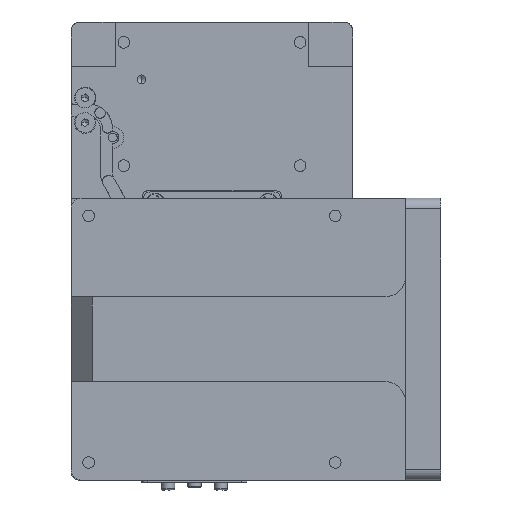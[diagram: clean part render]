
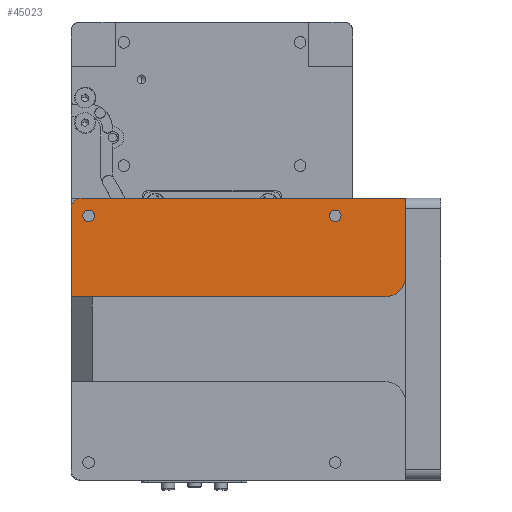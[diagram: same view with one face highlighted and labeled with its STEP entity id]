
A CAD part, front view. The second image highlights one B-rep face of the part: STEP entity #45023.
In plain terms, the highlighted face is planar.
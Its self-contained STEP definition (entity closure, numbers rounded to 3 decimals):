
#1987 = VERTEX_POINT ( 'NONE', #2213 ) ;
#2213 = CARTESIAN_POINT ( 'NONE',  ( -5., 30., 33.35 ) ) ;
#2237 = CARTESIAN_POINT ( 'NONE',  ( -5., 10., 40. ) ) ;
#2358 = AXIS2_PLACEMENT_3D ( 'NONE', #37258, #56741, #32773 ) ;
#2722 = CARTESIAN_POINT ( 'NONE',  ( -5., 100., 35. ) ) ;
#3153 = VERTEX_POINT ( 'NONE', #50376 ) ;
#3582 = DIRECTION ( 'NONE',  ( 1., 0., 0. ) ) ;
#3845 = VECTOR ( 'NONE', #55166, 1000. ) ;
#4119 = CIRCLE ( 'NONE', #60112, 1.65 ) ;
#4144 = DIRECTION ( 'NONE',  ( 1., 0., 0. ) ) ;
#4255 = DIRECTION ( 'NONE',  ( 0., 0., -1. ) ) ;
#4538 = FACE_BOUND ( 'NONE', #56727, .T. ) ;
#4734 = CIRCLE ( 'NONE', #46433, 3. ) ;
#6441 = AXIS2_PLACEMENT_3D ( 'NONE', #59757, #35782, #32578 ) ;
#7912 = CIRCLE ( 'NONE', #10946, 1.65 ) ;
#8935 = CARTESIAN_POINT ( 'NONE',  ( -5., 102., 40. ) ) ;
#9366 = ORIENTED_EDGE ( 'NONE', *, *, #56104, .F. ) ;
#10011 = ORIENTED_EDGE ( 'NONE', *, *, #17140, .T. ) ;
#10946 = AXIS2_PLACEMENT_3D ( 'NONE', #48476, #4144, #24211 ) ;
#10997 = VERTEX_POINT ( 'NONE', #24042 ) ;
#13106 = VECTOR ( 'NONE', #17239, 1000. ) ;
#14380 = DIRECTION ( 'NONE',  ( 0., 0., -1. ) ) ;
#17140 = EDGE_CURVE ( 'NONE', #32389, #23583, #27687, .T. ) ;
#17239 = DIRECTION ( 'NONE',  ( 0., 0., -1. ) ) ;
#17592 = PLANE ( 'NONE',  #38280 ) ;
#18703 = DIRECTION ( 'NONE',  ( 0., 1., 0. ) ) ;
#18741 = DIRECTION ( 'NONE',  ( 0., 0., -1. ) ) ;
#19147 = VECTOR ( 'NONE', #18703, 1000. ) ;
#19492 = DIRECTION ( 'NONE',  ( 0., 1., 0. ) ) ;
#20686 = CIRCLE ( 'NONE', #2358, 6. ) ;
#22142 = DIRECTION ( 'NONE',  ( 1., 0., 0. ) ) ;
#22891 = EDGE_CURVE ( 'NONE', #10997, #3153, #20686, .T. ) ;
#23375 = CARTESIAN_POINT ( 'NONE',  ( -5., 102., 37. ) ) ;
#23583 = VERTEX_POINT ( 'NONE', #62629 ) ;
#23951 = VERTEX_POINT ( 'NONE', #58955 ) ;
#24042 = CARTESIAN_POINT ( 'NONE',  ( -5., 10., 18. ) ) ;
#24054 = DIRECTION ( 'NONE',  ( 0., 0., -1. ) ) ;
#24211 = DIRECTION ( 'NONE',  ( 0., 0., -1. ) ) ;
#24566 = CARTESIAN_POINT ( 'NONE',  ( -5., 30., 35. ) ) ;
#25190 = VERTEX_POINT ( 'NONE', #2237 ) ;
#25252 = ORIENTED_EDGE ( 'NONE', *, *, #22891, .F. ) ;
#27687 = CIRCLE ( 'NONE', #41962, 1.65 ) ;
#27906 = VERTEX_POINT ( 'NONE', #42290 ) ;
#31257 = LINE ( 'NONE', #57095, #13106 ) ;
#31295 = ORIENTED_EDGE ( 'NONE', *, *, #60643, .T. ) ;
#32389 = VERTEX_POINT ( 'NONE', #36271 ) ;
#32578 = DIRECTION ( 'NONE',  ( 0., 0., -1. ) ) ;
#32773 = DIRECTION ( 'NONE',  ( 0., -1., 0. ) ) ;
#35273 = EDGE_CURVE ( 'NONE', #27906, #45930, #4734, .T. ) ;
#35673 = CARTESIAN_POINT ( 'NONE',  ( -5., 0., 40. ) ) ;
#35782 = DIRECTION ( 'NONE',  ( 1., 0., 0. ) ) ;
#36271 = CARTESIAN_POINT ( 'NONE',  ( -5., 100., 33.35 ) ) ;
#36370 = ORIENTED_EDGE ( 'NONE', *, *, #62679, .T. ) ;
#37077 = DIRECTION ( 'NONE',  ( 1., 0., 0. ) ) ;
#37258 = CARTESIAN_POINT ( 'NONE',  ( -5., 16., 18. ) ) ;
#37805 = VERTEX_POINT ( 'NONE', #39987 ) ;
#38280 = AXIS2_PLACEMENT_3D ( 'NONE', #42140, #3582, #19492 ) ;
#38856 = VECTOR ( 'NONE', #18741, 1000. ) ;
#39018 = CIRCLE ( 'NONE', #6441, 1.65 ) ;
#39543 = EDGE_CURVE ( 'NONE', #1987, #23951, #7912, .T. ) ;
#39885 = EDGE_CURVE ( 'NONE', #3153, #37805, #51880, .T. ) ;
#39987 = CARTESIAN_POINT ( 'NONE',  ( -5., 105., 12. ) ) ;
#40420 = ORIENTED_EDGE ( 'NONE', *, *, #49918, .T. ) ;
#41836 = FACE_BOUND ( 'NONE', #43659, .T. ) ;
#41962 = AXIS2_PLACEMENT_3D ( 'NONE', #2722, #22142, #24054 ) ;
#42140 = CARTESIAN_POINT ( 'NONE',  ( -5., 105., 12. ) ) ;
#42290 = CARTESIAN_POINT ( 'NONE',  ( -5., 105., 37. ) ) ;
#42324 = CARTESIAN_POINT ( 'NONE',  ( -5., 105., 12. ) ) ;
#43109 = EDGE_LOOP ( 'NONE', ( #25252, #59999, #9366, #54075, #31295, #44061 ) ) ;
#43421 = DIRECTION ( 'NONE',  ( 1., 0., 0. ) ) ;
#43659 = EDGE_LOOP ( 'NONE', ( #61297, #36370 ) ) ;
#44061 = ORIENTED_EDGE ( 'NONE', *, *, #39885, .F. ) ;
#45023 = ADVANCED_FACE ( 'NONE', ( #57457, #4538, #41836 ), #17592, .F. ) ;
#45930 = VERTEX_POINT ( 'NONE', #8935 ) ;
#46433 = AXIS2_PLACEMENT_3D ( 'NONE', #23375, #37077, #4255 ) ;
#46847 = LINE ( 'NONE', #35673, #3845 ) ;
#48476 = CARTESIAN_POINT ( 'NONE',  ( -5., 30., 35. ) ) ;
#48752 = CARTESIAN_POINT ( 'NONE',  ( -5., 105., 40. ) ) ;
#49918 = EDGE_CURVE ( 'NONE', #23583, #32389, #39018, .T. ) ;
#50376 = CARTESIAN_POINT ( 'NONE',  ( -5., 16., 12. ) ) ;
#51880 = LINE ( 'NONE', #42324, #19147 ) ;
#53189 = LINE ( 'NONE', #48752, #38856 ) ;
#54075 = ORIENTED_EDGE ( 'NONE', *, *, #35273, .F. ) ;
#55166 = DIRECTION ( 'NONE',  ( 0., -1., 0. ) ) ;
#56104 = EDGE_CURVE ( 'NONE', #45930, #25190, #46847, .T. ) ;
#56727 = EDGE_LOOP ( 'NONE', ( #10011, #40420 ) ) ;
#56741 = DIRECTION ( 'NONE',  ( 1., 0., 0. ) ) ;
#57095 = CARTESIAN_POINT ( 'NONE',  ( -5., 10., 12. ) ) ;
#57457 = FACE_OUTER_BOUND ( 'NONE', #43109, .T. ) ;
#58773 = EDGE_CURVE ( 'NONE', #25190, #10997, #31257, .T. ) ;
#58955 = CARTESIAN_POINT ( 'NONE',  ( -5., 30., 36.65 ) ) ;
#59757 = CARTESIAN_POINT ( 'NONE',  ( -5., 100., 35. ) ) ;
#59999 = ORIENTED_EDGE ( 'NONE', *, *, #58773, .F. ) ;
#60112 = AXIS2_PLACEMENT_3D ( 'NONE', #24566, #43421, #14380 ) ;
#60643 = EDGE_CURVE ( 'NONE', #27906, #37805, #53189, .T. ) ;
#61297 = ORIENTED_EDGE ( 'NONE', *, *, #39543, .T. ) ;
#62629 = CARTESIAN_POINT ( 'NONE',  ( -5., 100., 36.65 ) ) ;
#62679 = EDGE_CURVE ( 'NONE', #23951, #1987, #4119, .T. ) ;
